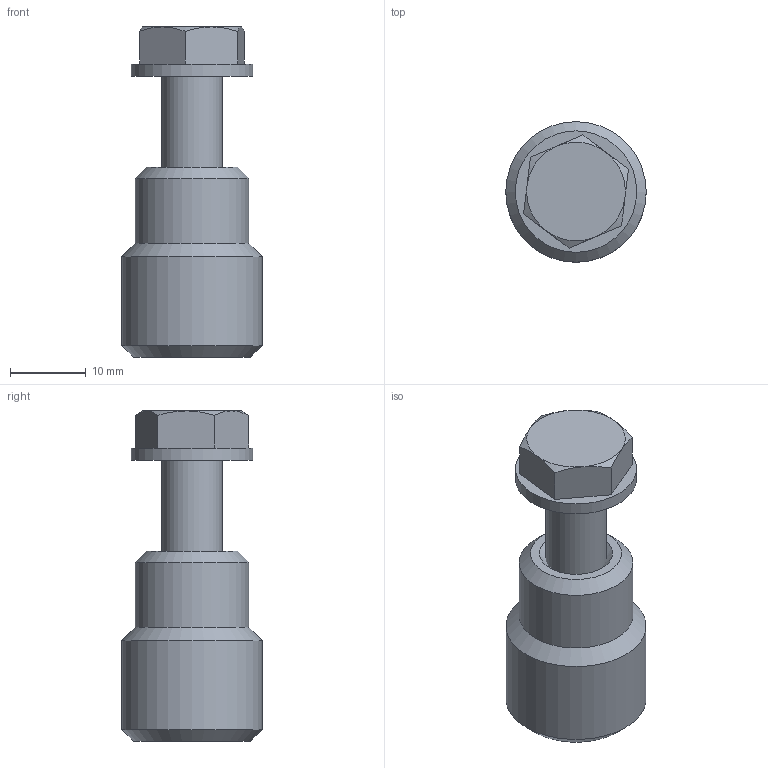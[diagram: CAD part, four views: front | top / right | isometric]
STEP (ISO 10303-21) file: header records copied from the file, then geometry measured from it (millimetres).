
FILE_DESCRIPTION(/* description */ (''),/* implementation_level */ '2;1');
FILE_NAME(/* name */ '11401505 001.stp',/* time_stamp */ '2023-01-24T08:53:30+01:00',/* author */ ('gcocco'),/* organization */ (''),/* preprocessor_version */ 'ST-DEVELOPER v17.2',/* originating_system */ 'Autodesk Inventor 2019',/* authorisation */ '');
FILE_SCHEMA (('AUTOMOTIVE_DESIGN { 1 0 10303 214 3 1 1 }'));
Length unit declared in the file: millimetre
Products named in the file (4): 11401505  001; 11401505  001_1; ANSI B18.2.3.2M - M8 x 1,25; ISO 7089 - 8 - 140 HV
Assembly tree (3 placements, depth 2):
  11401505  001
    11401505  001_1
    ANSI B18.2.3.2M - M8 x 1,25
    ISO 7089 - 8 - 140 HV
Bounding box: 18.5 x 18.5 x 43.5 mm (x, y, z)
Volume: 7324.7 mm3; surface area: 3962.3 mm2
Topology: 3 solids, 3 shells, 36 faces, 78 edges, 50 vertices
Faces by surface type: plane 14, cone 13, cylinder 8, torus 1
Full cylindrical faces by diameter (mm): 6.647 x1, 8 x1, 8.4 x1, 8.5 x1, 11.6 x1, 15 x1, 16 x1, 18.5 x1
Entity records: 1159 total; most frequent: CARTESIAN_POINT 196, DIRECTION 193, ORIENTED_EDGE 156, AXIS2_PLACEMENT_3D 83, EDGE_CURVE 78, VERTEX_POINT 50, EDGE_LOOP 42, CIRCLE 39
